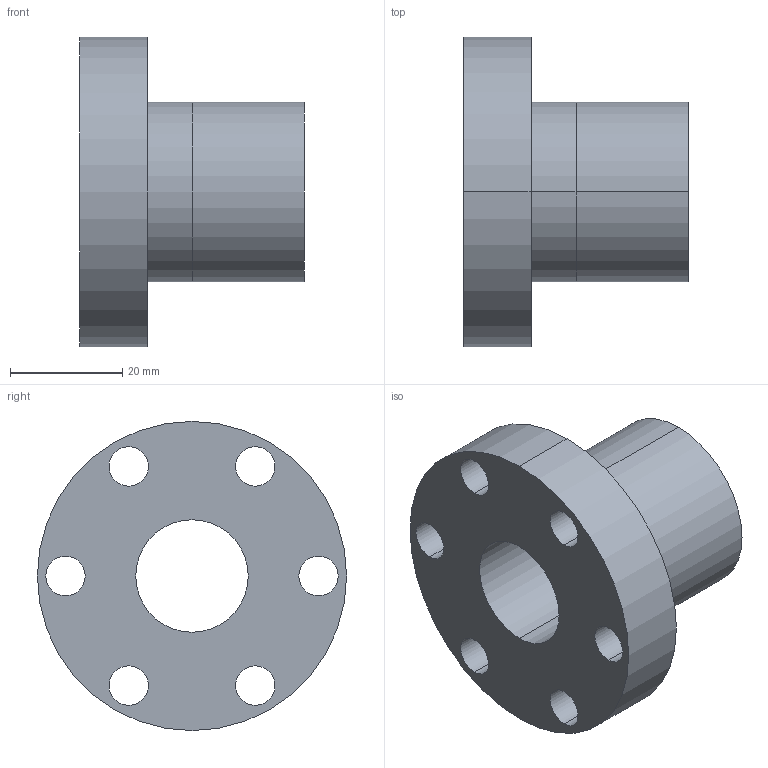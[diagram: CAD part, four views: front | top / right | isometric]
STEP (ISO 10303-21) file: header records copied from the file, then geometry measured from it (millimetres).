
FILE_DESCRIPTION (( 'STEP AP214' ), '1' );
FILE_NAME ('BFM 20x4.step', '2020-09-08T10:00:31', ( '' ), ( '' ), 'SwSTEP 2.0', 'SolidWorks 2020', '' );
FILE_SCHEMA (( 'AUTOMOTIVE_DESIGN' ));
Length unit declared in the file: millimetre
Products named in the file (1): BFM 20x4
Bounding box: 40 x 55 x 55 mm (x, y, z)
Volume: 35695.7 mm3; surface area: 12646.7 mm2
Topology: 1 solids, 1 shells, 24 faces, 60 edges, 40 vertices
Faces by surface type: cylinder 20, plane 4
Entity records: 806 total; most frequent: DIRECTION 150, CARTESIAN_POINT 125, ORIENTED_EDGE 120, AXIS2_PLACEMENT_3D 65, EDGE_CURVE 60, EDGE_LOOP 40, CIRCLE 40, VERTEX_POINT 40
